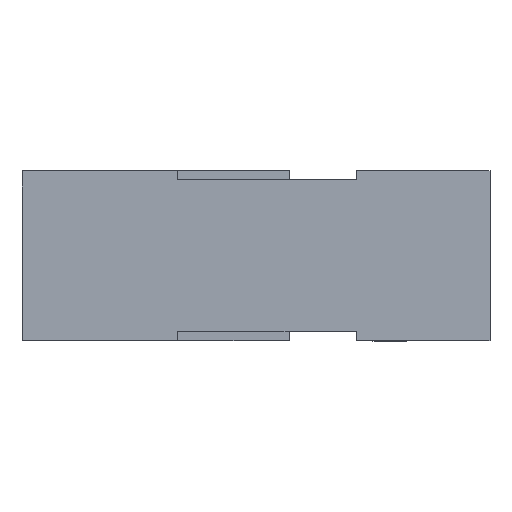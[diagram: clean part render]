
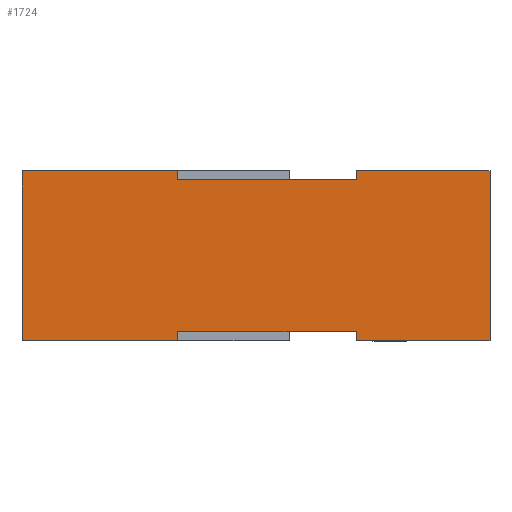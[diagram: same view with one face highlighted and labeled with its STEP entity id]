
A CAD part, left-side view. The second image highlights one B-rep face of the part: STEP entity #1724.
In plain terms, the highlighted planar face has unit normal (-1, 0, 0).
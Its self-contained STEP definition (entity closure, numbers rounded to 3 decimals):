
#231 = CARTESIAN_POINT ( 'NONE',  ( -10.16, 14., -2.54 ) ) ;
#286 = VERTEX_POINT ( 'NONE', #2626 ) ;
#295 = LINE ( 'NONE', #606, #1153 ) ;
#312 = EDGE_CURVE ( 'NONE', #286, #3333, #4172, .T. ) ;
#391 = EDGE_CURVE ( 'NONE', #4443, #4473, #3807, .T. ) ;
#427 = ORIENTED_EDGE ( 'NONE', *, *, #3920, .T. ) ;
#573 = ORIENTED_EDGE ( 'NONE', *, *, #1696, .F. ) ;
#575 = LINE ( 'NONE', #1301, #3277 ) ;
#580 = DIRECTION ( 'NONE',  ( 0., 1., 0. ) ) ;
#583 = AXIS2_PLACEMENT_3D ( 'NONE', #4534, #1093, #2629 ) ;
#606 = CARTESIAN_POINT ( 'NONE',  ( -10.16, 14., 2.54 ) ) ;
#657 = EDGE_CURVE ( 'NONE', #3333, #1285, #575, .T. ) ;
#714 = CARTESIAN_POINT ( 'NONE',  ( -10.16, 14., 2.54 ) ) ;
#720 = CARTESIAN_POINT ( 'NONE',  ( -10.16, 14., -2.54 ) ) ;
#787 = DIRECTION ( 'NONE',  ( 0., -1., 0. ) ) ;
#804 = CARTESIAN_POINT ( 'NONE',  ( -10.16, 0., -2.54 ) ) ;
#807 = ORIENTED_EDGE ( 'NONE', *, *, #657, .T. ) ;
#841 = EDGE_CURVE ( 'NONE', #2093, #3626, #4533, .T. ) ;
#870 = DIRECTION ( 'NONE',  ( 0., -1., 0. ) ) ;
#924 = CARTESIAN_POINT ( 'NONE',  ( -10.16, 9.346, -18.742 ) ) ;
#1047 = VECTOR ( 'NONE', #3179, 1000. ) ;
#1051 = CARTESIAN_POINT ( 'NONE',  ( -10.16, 0., 2.54 ) ) ;
#1077 = EDGE_CURVE ( 'NONE', #1312, #286, #2991, .T. ) ;
#1093 = DIRECTION ( 'NONE',  ( 1., 0., 0. ) ) ;
#1097 = ORIENTED_EDGE ( 'NONE', *, *, #391, .F. ) ;
#1100 = CARTESIAN_POINT ( 'NONE',  ( -10.16, 14., 2.54 ) ) ;
#1153 = VECTOR ( 'NONE', #1422, 1000. ) ;
#1201 = VECTOR ( 'NONE', #870, 1000. ) ;
#1210 = CARTESIAN_POINT ( 'NONE',  ( -10.16, 4., 2.54 ) ) ;
#1228 = ORIENTED_EDGE ( 'NONE', *, *, #1077, .T. ) ;
#1230 = EDGE_CURVE ( 'NONE', #1635, #1942, #3485, .T. ) ;
#1266 = ORIENTED_EDGE ( 'NONE', *, *, #1861, .T. ) ;
#1285 = VERTEX_POINT ( 'NONE', #1051 ) ;
#1301 = CARTESIAN_POINT ( 'NONE',  ( -10.16, 0., 2.54 ) ) ;
#1312 = VERTEX_POINT ( 'NONE', #2928 ) ;
#1328 = ORIENTED_EDGE ( 'NONE', *, *, #312, .T. ) ;
#1361 = DIRECTION ( 'NONE',  ( 0., -1., 0. ) ) ;
#1422 = DIRECTION ( 'NONE',  ( 0., -1., 0. ) ) ;
#1529 = VECTOR ( 'NONE', #4557, 1000. ) ;
#1542 = CARTESIAN_POINT ( 'NONE',  ( -10.16, 14., -2.54 ) ) ;
#1635 = VERTEX_POINT ( 'NONE', #2653 ) ;
#1696 = EDGE_CURVE ( 'NONE', #3167, #4841, #4862, .T. ) ;
#1724 = ADVANCED_FACE ( 'NONE', ( #4908 ), #2205, .F. ) ;
#1806 = CARTESIAN_POINT ( 'NONE',  ( -10.16, 0., 2.27 ) ) ;
#1861 = EDGE_CURVE ( 'NONE', #3167, #1635, #3304, .T. ) ;
#1942 = VERTEX_POINT ( 'NONE', #2296 ) ;
#2020 = VECTOR ( 'NONE', #4560, 1000. ) ;
#2093 = VERTEX_POINT ( 'NONE', #720 ) ;
#2151 = CARTESIAN_POINT ( 'NONE',  ( -10.16, 14., 2.54 ) ) ;
#2168 = VECTOR ( 'NONE', #4925, 1000. ) ;
#2205 = PLANE ( 'NONE',  #583 ) ;
#2248 = CARTESIAN_POINT ( 'NONE',  ( -10.16, 4., -18.742 ) ) ;
#2296 = CARTESIAN_POINT ( 'NONE',  ( -10.16, 9.346, 2.54 ) ) ;
#2417 = VECTOR ( 'NONE', #580, 1000. ) ;
#2487 = VECTOR ( 'NONE', #3804, 1000. ) ;
#2524 = LINE ( 'NONE', #2151, #1201 ) ;
#2535 = ORIENTED_EDGE ( 'NONE', *, *, #3094, .F. ) ;
#2573 = ORIENTED_EDGE ( 'NONE', *, *, #1230, .T. ) ;
#2619 = ORIENTED_EDGE ( 'NONE', *, *, #4092, .T. ) ;
#2626 = CARTESIAN_POINT ( 'NONE',  ( -10.16, 4., -2.54 ) ) ;
#2629 = DIRECTION ( 'NONE',  ( 0., 0., -1. ) ) ;
#2645 = VECTOR ( 'NONE', #4861, 1000. ) ;
#2653 = CARTESIAN_POINT ( 'NONE',  ( -10.16, 9.346, 2.27 ) ) ;
#2670 = ORIENTED_EDGE ( 'NONE', *, *, #841, .F. ) ;
#2928 = CARTESIAN_POINT ( 'NONE',  ( -10.16, 4., -2.27 ) ) ;
#2949 = EDGE_LOOP ( 'NONE', ( #2619, #1228, #1328, #807, #2535, #573, #1266, #2573, #3760, #2670, #427, #1097 ) ) ;
#2991 = LINE ( 'NONE', #3412, #2168 ) ;
#3094 = EDGE_CURVE ( 'NONE', #4841, #1285, #295, .T. ) ;
#3167 = VERTEX_POINT ( 'NONE', #4129 ) ;
#3179 = DIRECTION ( 'NONE',  ( 0., -1., 0. ) ) ;
#3208 = LINE ( 'NONE', #4732, #1047 ) ;
#3277 = VECTOR ( 'NONE', #4376, 1000. ) ;
#3304 = LINE ( 'NONE', #1806, #2417 ) ;
#3333 = VERTEX_POINT ( 'NONE', #804 ) ;
#3355 = CARTESIAN_POINT ( 'NONE',  ( -10.16, 9.346, -2.54 ) ) ;
#3412 = CARTESIAN_POINT ( 'NONE',  ( -10.16, 4., 18.742 ) ) ;
#3485 = LINE ( 'NONE', #924, #2487 ) ;
#3626 = VERTEX_POINT ( 'NONE', #1100 ) ;
#3760 = ORIENTED_EDGE ( 'NONE', *, *, #4720, .F. ) ;
#3804 = DIRECTION ( 'NONE',  ( 0., 0., 1. ) ) ;
#3807 = LINE ( 'NONE', #4579, #1529 ) ;
#3841 = VECTOR ( 'NONE', #787, 1000. ) ;
#3920 = EDGE_CURVE ( 'NONE', #2093, #4473, #4504, .T. ) ;
#4092 = EDGE_CURVE ( 'NONE', #4443, #1312, #3208, .T. ) ;
#4129 = CARTESIAN_POINT ( 'NONE',  ( -10.16, 4., 2.27 ) ) ;
#4172 = LINE ( 'NONE', #1542, #3841 ) ;
#4376 = DIRECTION ( 'NONE',  ( 0., 0., 1. ) ) ;
#4443 = VERTEX_POINT ( 'NONE', #4894 ) ;
#4473 = VERTEX_POINT ( 'NONE', #3355 ) ;
#4504 = LINE ( 'NONE', #231, #4877 ) ;
#4533 = LINE ( 'NONE', #714, #2645 ) ;
#4534 = CARTESIAN_POINT ( 'NONE',  ( -10.16, 14., 2.54 ) ) ;
#4557 = DIRECTION ( 'NONE',  ( 0., 0., -1. ) ) ;
#4560 = DIRECTION ( 'NONE',  ( 0., 0., 1. ) ) ;
#4579 = CARTESIAN_POINT ( 'NONE',  ( -10.16, 9.346, 18.742 ) ) ;
#4720 = EDGE_CURVE ( 'NONE', #3626, #1942, #2524, .T. ) ;
#4732 = CARTESIAN_POINT ( 'NONE',  ( -10.16, 9.346, -2.27 ) ) ;
#4841 = VERTEX_POINT ( 'NONE', #1210 ) ;
#4861 = DIRECTION ( 'NONE',  ( 0., 0., 1. ) ) ;
#4862 = LINE ( 'NONE', #2248, #2020 ) ;
#4877 = VECTOR ( 'NONE', #1361, 1000. ) ;
#4894 = CARTESIAN_POINT ( 'NONE',  ( -10.16, 9.346, -2.27 ) ) ;
#4908 = FACE_OUTER_BOUND ( 'NONE', #2949, .T. ) ;
#4925 = DIRECTION ( 'NONE',  ( 0., 0., -1. ) ) ;
